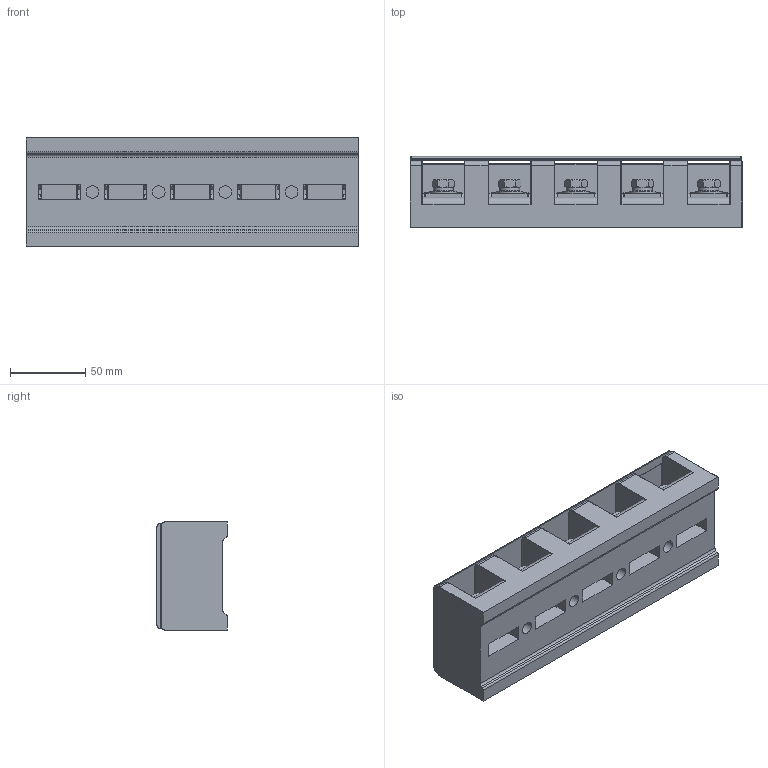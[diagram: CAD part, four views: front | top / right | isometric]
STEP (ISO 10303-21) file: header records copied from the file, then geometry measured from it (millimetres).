
FILE_DESCRIPTION((''),'2;1');
FILE_NAME('5YB574680','2023-08-18T',('Administrator'),(''),'PRO/ENGINEER BY PARAMETRIC TECHNOLOGY CORPORATION, 2013230','PRO/ENGINEER BY PARAMETRIC TECHNOLOGY CORPORATION, 2013230','');
FILE_SCHEMA(('CONFIG_CONTROL_DESIGN'));
Products named in the file (1): 5YB574680
Bounding box: 220 x 47 x 72 mm (x, y, z)
Volume: 465936.3 mm3; surface area: 136731.4 mm2
Topology: 1 solids, 21 shells, 2259 faces, 6146 edges, 3970 vertices
Faces by surface type: plane 1555, cylinder 434, cone 200, torus 70
Entity records: 72574 total; most frequent: CARTESIAN_POINT 15764, ORIENTED_EDGE 12252, DIRECTION 11114, EDGE_CURVE 6126, VECTOR 4444, LINE 4444, VERTEX_POINT 3970, AXIS2_PLACEMENT_3D 3335
